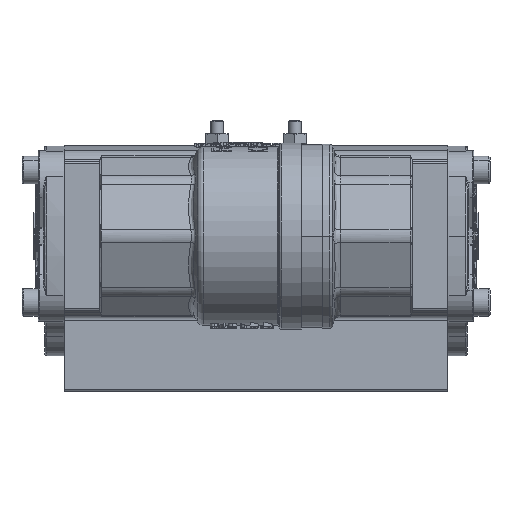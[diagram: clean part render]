
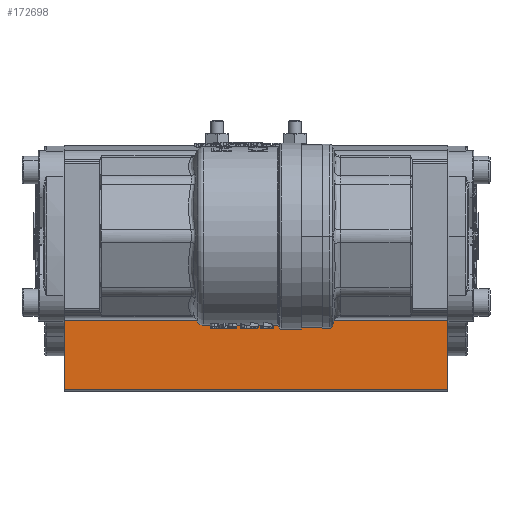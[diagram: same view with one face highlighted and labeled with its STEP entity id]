
A CAD part, front view. The second image highlights one B-rep face of the part: STEP entity #172698.
In plain terms, the highlighted planar face has unit normal (0, -1, 0).
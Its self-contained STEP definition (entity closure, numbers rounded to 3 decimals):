
#8756 = LINE ( 'NONE', #148770, #92075 ) ;
#28041 = VERTEX_POINT ( 'NONE', #60826 ) ;
#32749 = EDGE_CURVE ( 'NONE', #69091, #28041, #190537, .T. ) ;
#34242 = DIRECTION ( 'NONE',  ( 0., 0., -1. ) ) ;
#39042 = CARTESIAN_POINT ( 'NONE',  ( 0.323, -34.5, 0. ) ) ;
#41143 = ORIENTED_EDGE ( 'NONE', *, *, #139474, .T. ) ;
#49642 = DIRECTION ( 'NONE',  ( 1., 0., 0. ) ) ;
#60826 = CARTESIAN_POINT ( 'NONE',  ( 59.723, -34.5, -26.077 ) ) ;
#69091 = VERTEX_POINT ( 'NONE', #200595 ) ;
#76592 = CARTESIAN_POINT ( 'NONE',  ( 0.323, -34.5, -26.077 ) ) ;
#92075 = VECTOR ( 'NONE', #49642, 1000. ) ;
#99983 = CARTESIAN_POINT ( 'NONE',  ( -59.077, -34.5, -26.538 ) ) ;
#105631 = PLANE ( 'NONE',  #115598 ) ;
#111025 = LINE ( 'NONE', #76592, #185089 ) ;
#115598 = AXIS2_PLACEMENT_3D ( 'NONE', #39042, #211274, #213524 ) ;
#119659 = CARTESIAN_POINT ( 'NONE',  ( -59.077, -34.5, -47.5 ) ) ;
#127720 = VERTEX_POINT ( 'NONE', #119659 ) ;
#127719 = EDGE_CURVE ( 'NONE', #127720, #69091, #8756, .T. ) ;
#127804 = ORIENTED_EDGE ( 'NONE', *, *, #172140, .T. ) ;
#135480 = CARTESIAN_POINT ( 'NONE',  ( 59.723, -34.5, -27.213 ) ) ;
#135597 = LINE ( 'NONE', #99983, #153901 ) ;
#139474 = EDGE_CURVE ( 'NONE', #211034, #127720, #135597, .T. ) ;
#145096 = ORIENTED_EDGE ( 'NONE', *, *, #32749, .T. ) ;
#147113 = CARTESIAN_POINT ( 'NONE',  ( -59.077, -34.5, -26.077 ) ) ;
#148770 = CARTESIAN_POINT ( 'NONE',  ( 0.323, -34.5, -47.5 ) ) ;
#153740 = EDGE_LOOP ( 'NONE', ( #196681, #145096, #127804, #41143 ) ) ;
#153901 = VECTOR ( 'NONE', #34242, 1000. ) ;
#156093 = DIRECTION ( 'NONE',  ( 0., 0., 1. ) ) ;
#172140 = EDGE_CURVE ( 'NONE', #28041, #211034, #111025, .T. ) ;
#172698 = ADVANCED_FACE ( 'NONE', ( #179099 ), #105631, .T. ) ;
#173694 = VECTOR ( 'NONE', #156093, 1000. ) ;
#179099 = FACE_OUTER_BOUND ( 'NONE', #153740, .T. ) ;
#181072 = DIRECTION ( 'NONE',  ( -1., 0., 0. ) ) ;
#185089 = VECTOR ( 'NONE', #181072, 1000. ) ;
#190537 = LINE ( 'NONE', #135480, #173694 ) ;
#196681 = ORIENTED_EDGE ( 'NONE', *, *, #127719, .T. ) ;
#200595 = CARTESIAN_POINT ( 'NONE',  ( 59.723, -34.5, -47.5 ) ) ;
#211034 = VERTEX_POINT ( 'NONE', #147113 ) ;
#211274 = DIRECTION ( 'NONE',  ( 0., -1., 0. ) ) ;
#213524 = DIRECTION ( 'NONE',  ( 1., 0., 0. ) ) ;
